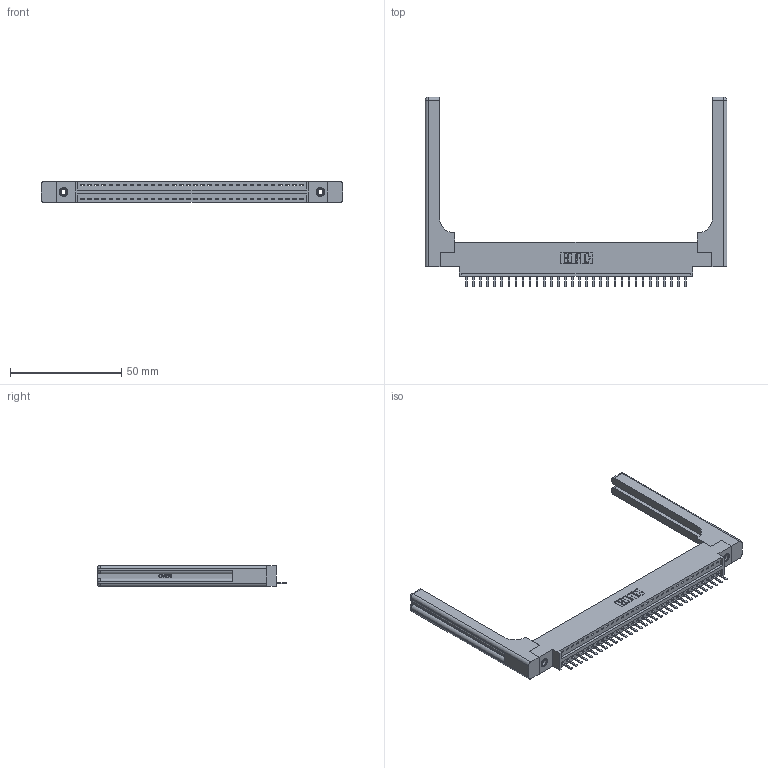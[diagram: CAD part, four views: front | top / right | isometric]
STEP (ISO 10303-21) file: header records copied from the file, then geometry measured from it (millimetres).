
FILE_DESCRIPTION (( 'STEP AP203' ), '1' );
FILE_NAME ('396-032-520-658.STEP', '2019-10-27T11:49:39', ( '' ), ( '' ), 'SwSTEP 2.0', 'SolidWorks 2016', '' );
FILE_SCHEMA (( 'CONFIG_CONTROL_DESIGN' ));
Length unit declared in the file: inch
Products named in the file (5): 346-220-058_345-220-058; 346 Part_0.170 Offset - 0.156 Dia-TH; 345-250-001_345-250-001-102; 396-032-520-658; 345-292-001_345-293-120
Assembly tree (37 placements, depth 2):
  396-032-520-658
    346 Part_0.170 Offset - 0.156 Dia-TH
    345-292-001_345-293-120  x32
    345-250-001_345-250-001-102  x2
    346-220-058_345-220-058  x2
Bounding box: 135.66 x 85.29 x 9.4 mm (x, y, z)
Volume: 20188.6 mm3; surface area: 20750.9 mm2
Topology: 37 solids, 37 shells, 2366 faces, 6895 edges, 4490 vertices
Faces by surface type: plane 1572, cylinder 734, bspline 36, cone 12, sphere 8, torus 4
Entity records: 26634 total; most frequent: CARTESIAN_POINT 5561, ORIENTED_EDGE 4312, DIRECTION 3836, EDGE_CURVE 2156, VECTOR 1800, LINE 1800, VERTEX_POINT 1426, AXIS2_PLACEMENT_3D 1018
